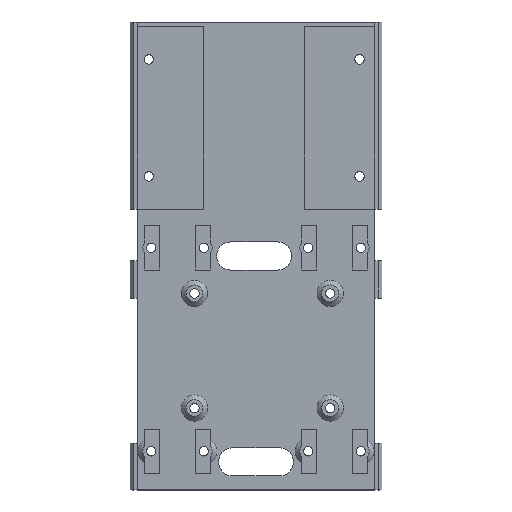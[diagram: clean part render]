
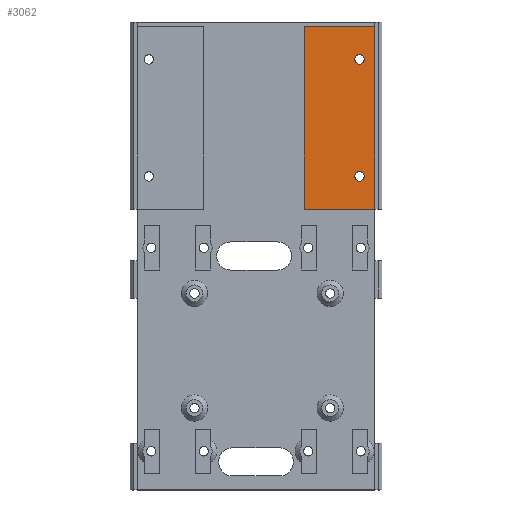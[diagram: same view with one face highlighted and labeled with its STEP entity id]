
A CAD part, top view. The second image highlights one B-rep face of the part: STEP entity #3062.
In plain terms, the highlighted planar face has unit normal (0, 0, 1).
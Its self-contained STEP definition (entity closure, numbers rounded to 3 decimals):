
#63=FACE_BOUND('',#355,.T.);
#64=FACE_BOUND('',#356,.T.);
#113=CIRCLE('',#3243,2.);
#114=CIRCLE('',#3244,2.);
#188=FACE_OUTER_BOUND('',#354,.T.);
#354=EDGE_LOOP('',(#2053,#2054,#2055,#2056));
#355=EDGE_LOOP('',(#2057));
#356=EDGE_LOOP('',(#2058));
#569=LINE('',#4329,#935);
#572=LINE('',#4335,#938);
#576=LINE('',#4342,#942);
#577=LINE('',#4344,#943);
#935=VECTOR('',#3483,10.);
#938=VECTOR('',#3488,10.);
#942=VECTOR('',#3494,10.);
#943=VECTOR('',#3497,10.);
#1301=VERTEX_POINT('',#4326);
#1302=VERTEX_POINT('',#4328);
#1304=VERTEX_POINT('',#4334);
#1306=VERTEX_POINT('',#4340);
#1307=VERTEX_POINT('',#4345);
#1308=VERTEX_POINT('',#4347);
#1597=EDGE_CURVE('',#1302,#1301,#569,.T.);
#1600=EDGE_CURVE('',#1304,#1302,#572,.T.);
#1604=EDGE_CURVE('',#1301,#1306,#576,.T.);
#1605=EDGE_CURVE('',#1306,#1304,#577,.T.);
#1606=EDGE_CURVE('',#1307,#1307,#113,.T.);
#1607=EDGE_CURVE('',#1308,#1308,#114,.T.);
#2053=ORIENTED_EDGE('',*,*,#1604,.T.);
#2054=ORIENTED_EDGE('',*,*,#1605,.T.);
#2055=ORIENTED_EDGE('',*,*,#1600,.T.);
#2056=ORIENTED_EDGE('',*,*,#1597,.T.);
#2057=ORIENTED_EDGE('',*,*,#1606,.T.);
#2058=ORIENTED_EDGE('',*,*,#1607,.T.);
#2936=PLANE('',#3242);
#3062=ADVANCED_FACE('',(#188,#63,#64),#2936,.T.);
#3242=AXIS2_PLACEMENT_3D('',#4343,#3495,#3496);
#3243=AXIS2_PLACEMENT_3D('',#4346,#3498,#3499);
#3244=AXIS2_PLACEMENT_3D('',#4348,#3500,#3501);
#3483=DIRECTION('',(0.,-1.,0.));
#3488=DIRECTION('',(-1.,0.,0.));
#3494=DIRECTION('',(1.,0.,0.));
#3495=DIRECTION('center_axis',(0.,0.,1.));
#3496=DIRECTION('ref_axis',(-1.,0.,0.));
#3497=DIRECTION('',(0.,1.,0.));
#3498=DIRECTION('center_axis',(0.,0.,-1.));
#3499=DIRECTION('ref_axis',(-1.,0.,0.));
#3500=DIRECTION('center_axis',(0.,0.,-1.));
#3501=DIRECTION('ref_axis',(-1.,0.,0.));
#4326=CARTESIAN_POINT('',(20.7,120.,12.885));
#4328=CARTESIAN_POINT('',(20.7,198.,12.885));
#4329=CARTESIAN_POINT('',(20.7,120.,12.885));
#4334=CARTESIAN_POINT('',(50.8,198.,12.885));
#4335=CARTESIAN_POINT('',(35.7,198.,12.885));
#4340=CARTESIAN_POINT('',(50.8,120.,12.885));
#4342=CARTESIAN_POINT('',(35.7,120.,12.885));
#4343=CARTESIAN_POINT('Origin',(35.75,159.,12.885));
#4344=CARTESIAN_POINT('',(50.8,0.,12.885));
#4345=CARTESIAN_POINT('',(46.2,134.,12.885));
#4346=CARTESIAN_POINT('Origin',(44.2,134.,12.885));
#4347=CARTESIAN_POINT('',(46.2,184.,12.885));
#4348=CARTESIAN_POINT('Origin',(44.2,184.,12.885));
